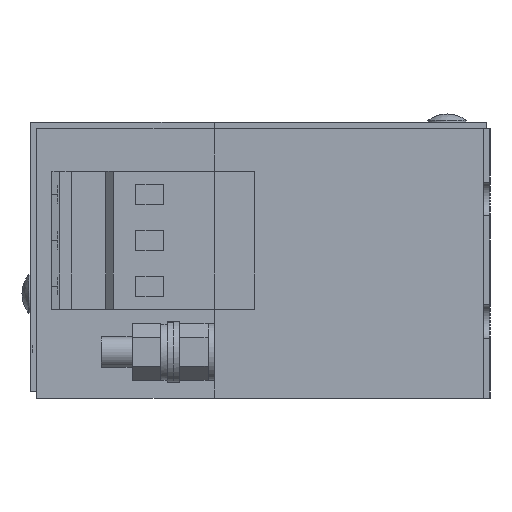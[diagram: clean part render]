
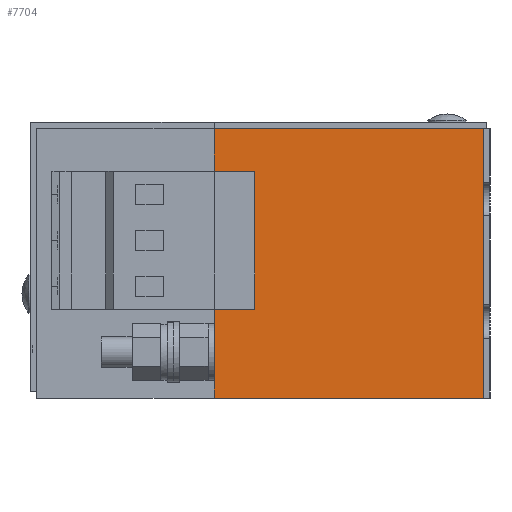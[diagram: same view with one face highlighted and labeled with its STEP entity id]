
A CAD part, left-side view. The second image highlights one B-rep face of the part: STEP entity #7704.
In plain terms, the highlighted planar face has unit normal (-1, 0, 0).
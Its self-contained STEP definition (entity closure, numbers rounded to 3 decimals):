
#15 = VERTEX_POINT ( 'NONE', #5663 ) ;
#175 = CARTESIAN_POINT ( 'NONE',  ( -110., 44., -23. ) ) ;
#359 = AXIS2_PLACEMENT_3D ( 'NONE', #5864, #9986, #9082 ) ;
#686 = ORIENTED_EDGE ( 'NONE', *, *, #4171, .F. ) ;
#792 = LINE ( 'NONE', #2441, #5734 ) ;
#927 = DIRECTION ( 'NONE',  ( 0., 0., 1. ) ) ;
#1021 = CARTESIAN_POINT ( 'NONE',  ( -110., 37.386, 21. ) ) ;
#1108 = LINE ( 'NONE', #8261, #5028 ) ;
#1461 = EDGE_CURVE ( 'NONE', #5037, #6704, #10407, .T. ) ;
#1498 = DIRECTION ( 'NONE',  ( 0., -1., 0. ) ) ;
#1554 = EDGE_CURVE ( 'NONE', #4262, #8531, #3313, .T. ) ;
#1562 = ORIENTED_EDGE ( 'NONE', *, *, #2973, .T. ) ;
#1631 = VERTEX_POINT ( 'NONE', #175 ) ;
#1914 = EDGE_CURVE ( 'NONE', #8244, #8531, #5578, .T. ) ;
#1969 = DIRECTION ( 'NONE',  ( 0., 0., -1. ) ) ;
#2178 = EDGE_CURVE ( 'NONE', #2458, #4262, #1108, .T. ) ;
#2441 = CARTESIAN_POINT ( 'NONE',  ( -110., 44., 21. ) ) ;
#2458 = VERTEX_POINT ( 'NONE', #8752 ) ;
#2513 = VECTOR ( 'NONE', #6192, 1000. ) ;
#2632 = PLANE ( 'NONE',  #359 ) ;
#2749 = EDGE_CURVE ( 'NONE', #1631, #15, #3813, .T. ) ;
#2771 = CARTESIAN_POINT ( 'NONE',  ( -110., 44., 21. ) ) ;
#2973 = EDGE_CURVE ( 'NONE', #5037, #8244, #792, .T. ) ;
#3145 = LINE ( 'NONE', #8639, #3537 ) ;
#3313 = LINE ( 'NONE', #1021, #9778 ) ;
#3537 = VECTOR ( 'NONE', #7053, 1000. ) ;
#3813 = LINE ( 'NONE', #5298, #2513 ) ;
#4003 = EDGE_CURVE ( 'NONE', #2458, #1631, #9961, .T. ) ;
#4171 = EDGE_CURVE ( 'NONE', #6704, #15, #3145, .T. ) ;
#4262 = VERTEX_POINT ( 'NONE', #8169 ) ;
#4746 = CARTESIAN_POINT ( 'NONE',  ( -110., 0., 21. ) ) ;
#4884 = VECTOR ( 'NONE', #1498, 1000. ) ;
#5028 = VECTOR ( 'NONE', #9261, 1000. ) ;
#5037 = VERTEX_POINT ( 'NONE', #2771 ) ;
#5298 = CARTESIAN_POINT ( 'NONE',  ( -110., 44., -23. ) ) ;
#5408 = EDGE_LOOP ( 'NONE', ( #1562, #8773, #6014, #7295, #5736, #7350, #686, #8180 ) ) ;
#5528 = CARTESIAN_POINT ( 'NONE',  ( -110., 44., 14. ) ) ;
#5578 = LINE ( 'NONE', #5528, #4884 ) ;
#5593 = CARTESIAN_POINT ( 'NONE',  ( -110., 44., 21. ) ) ;
#5663 = CARTESIAN_POINT ( 'NONE',  ( -110., 0., -23. ) ) ;
#5671 = DIRECTION ( 'NONE',  ( 0., 0., -1. ) ) ;
#5734 = VECTOR ( 'NONE', #5671, 1000. ) ;
#5736 = ORIENTED_EDGE ( 'NONE', *, *, #4003, .T. ) ;
#5864 = CARTESIAN_POINT ( 'NONE',  ( -110., 44., 21. ) ) ;
#6014 = ORIENTED_EDGE ( 'NONE', *, *, #1554, .F. ) ;
#6192 = DIRECTION ( 'NONE',  ( 0., -1., 0. ) ) ;
#6336 = DIRECTION ( 'NONE',  ( 0., -1., 0. ) ) ;
#6423 = VECTOR ( 'NONE', #1969, 1000. ) ;
#6663 = FACE_OUTER_BOUND ( 'NONE', #5408, .T. ) ;
#6704 = VERTEX_POINT ( 'NONE', #4746 ) ;
#6789 = CARTESIAN_POINT ( 'NONE',  ( -110., 44., 21. ) ) ;
#7053 = DIRECTION ( 'NONE',  ( 0., 0., -1. ) ) ;
#7295 = ORIENTED_EDGE ( 'NONE', *, *, #2178, .F. ) ;
#7350 = ORIENTED_EDGE ( 'NONE', *, *, #2749, .T. ) ;
#7635 = CARTESIAN_POINT ( 'NONE',  ( -110., 37.386, 14. ) ) ;
#7704 = ADVANCED_FACE ( 'NONE', ( #6663 ), #2632, .F. ) ;
#7744 = VECTOR ( 'NONE', #6336, 1000. ) ;
#8169 = CARTESIAN_POINT ( 'NONE',  ( -110., 37.386, -8.5 ) ) ;
#8180 = ORIENTED_EDGE ( 'NONE', *, *, #1461, .F. ) ;
#8244 = VERTEX_POINT ( 'NONE', #9227 ) ;
#8261 = CARTESIAN_POINT ( 'NONE',  ( -110., 44., -8.5 ) ) ;
#8531 = VERTEX_POINT ( 'NONE', #7635 ) ;
#8639 = CARTESIAN_POINT ( 'NONE',  ( -110., 0., 21. ) ) ;
#8752 = CARTESIAN_POINT ( 'NONE',  ( -110., 44., -8.5 ) ) ;
#8773 = ORIENTED_EDGE ( 'NONE', *, *, #1914, .T. ) ;
#9082 = DIRECTION ( 'NONE',  ( 0., 1., 0. ) ) ;
#9227 = CARTESIAN_POINT ( 'NONE',  ( -110., 44., 14. ) ) ;
#9261 = DIRECTION ( 'NONE',  ( 0., -1., 0. ) ) ;
#9778 = VECTOR ( 'NONE', #927, 1000. ) ;
#9961 = LINE ( 'NONE', #6789, #6423 ) ;
#9986 = DIRECTION ( 'NONE',  ( 1., 0., 0. ) ) ;
#10407 = LINE ( 'NONE', #5593, #7744 ) ;
